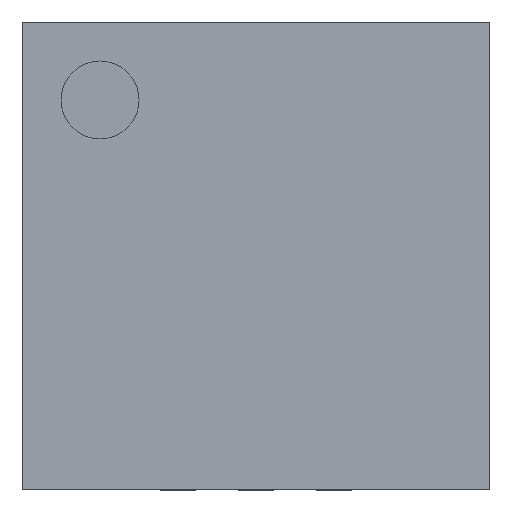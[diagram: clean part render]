
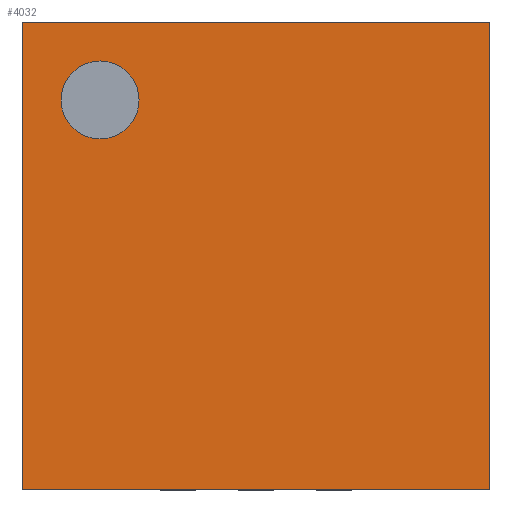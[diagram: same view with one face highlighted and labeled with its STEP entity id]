
A CAD part, top view. The second image highlights one B-rep face of the part: STEP entity #4032.
In plain terms, the highlighted free-form (B-spline) face has degree [1, 1] with [2, 2] control points.
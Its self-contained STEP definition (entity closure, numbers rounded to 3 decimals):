
#2194=CARTESIAN_POINT('',(-0.75,1.0,1.0));
#2195=VERTEX_POINT('',#2194);
#2211=CARTESIAN_POINT('',(-1.25,1.0,1.0));
#2212=VERTEX_POINT('',#2211);
#2219=CARTESIAN_POINT('',(-1.0,1.0,1.0));
#2220=DIRECTION('',(0.0,0.0,-1.0));
#2221=DIRECTION('',(1.0,0.0,0.0));
#2222=AXIS2_PLACEMENT_3D('',#2219,#2220,#2221);
#2223=CIRCLE('',#2222,0.25);
#2224=EDGE_CURVE('',#2195,#2212,#2223,.T.);
#3961=CARTESIAN_POINT('',(-1.0,1.0,1.0));
#3962=DIRECTION('',(0.0,0.0,-1.0));
#3963=DIRECTION('',(1.0,0.0,0.0));
#3964=AXIS2_PLACEMENT_3D('',#3961,#3962,#3963);
#3965=CIRCLE('',#3964,0.25);
#3966=EDGE_CURVE('',#2212,#2195,#3965,.T.);
#3989=CARTESIAN_POINT('',(-1.5,-1.5,1.0));
#3990=CARTESIAN_POINT('',(1.5,-1.5,1.0));
#3991=CARTESIAN_POINT('',(-1.5,1.5,1.0));
#3992=CARTESIAN_POINT('',(1.5,1.5,1.0));
#3993=B_SPLINE_SURFACE_WITH_KNOTS('',1,1,((#3989,#3991),(#3990,#3992)),.UNSPECIFIED.,.F.,.F.,.U.,(2,2),(2,2),(0.0,3.0),(0.0,3.0),.UNSPECIFIED.);
#3994=CARTESIAN_POINT('',(1.5,1.5,1.0));
#3995=VERTEX_POINT('',#3994);
#3996=CARTESIAN_POINT('',(1.5,-1.5,1.0));
#3997=VERTEX_POINT('',#3996);
#3998=CARTESIAN_POINT('',(1.5,1.5,1.0));
#3999=DIRECTION('',(0.0,-1.0,0.0));
#4000=VECTOR('',#3999,3.0);
#4001=LINE('',#3998,#4000);
#4002=EDGE_CURVE('',#3995,#3997,#4001,.T.);
#4003=ORIENTED_EDGE('',*,*,#4002,.F.);
#4004=CARTESIAN_POINT('',(-1.5,1.5,1.0));
#4005=VERTEX_POINT('',#4004);
#4006=CARTESIAN_POINT('',(1.5,1.5,1.0));
#4007=DIRECTION('',(-1.0,0.0,0.0));
#4008=VECTOR('',#4007,3.0);
#4009=LINE('',#4006,#4008);
#4010=EDGE_CURVE('',#4005,#3995,#4009,.F.);
#4011=ORIENTED_EDGE('',*,*,#4010,.F.);
#4012=CARTESIAN_POINT('',(-1.5,-1.5,1.0));
#4013=VERTEX_POINT('',#4012);
#4014=CARTESIAN_POINT('',(-1.5,-1.5,1.0));
#4015=DIRECTION('',(0.0,1.0,0.0));
#4016=VECTOR('',#4015,3.0);
#4017=LINE('',#4014,#4016);
#4018=EDGE_CURVE('',#4013,#4005,#4017,.T.);
#4019=ORIENTED_EDGE('',*,*,#4018,.F.);
#4020=CARTESIAN_POINT('',(1.5,-1.5,1.0));
#4021=DIRECTION('',(-1.0,0.0,0.0));
#4022=VECTOR('',#4021,3.0);
#4023=LINE('',#4020,#4022);
#4024=EDGE_CURVE('',#3997,#4013,#4023,.T.);
#4025=ORIENTED_EDGE('',*,*,#4024,.F.);
#4026=EDGE_LOOP('',(#4003,#4011,#4019,#4025));
#4027=FACE_OUTER_BOUND('',#4026,.T.);
#4028=ORIENTED_EDGE('',*,*,#2224,.T.);
#4029=ORIENTED_EDGE('',*,*,#3966,.T.);
#4030=EDGE_LOOP('',(#4028,#4029));
#4031=FACE_BOUND('',#4030,.T.);
#4032=ADVANCED_FACE('',(#4027,#4031),#3993,.T.);
